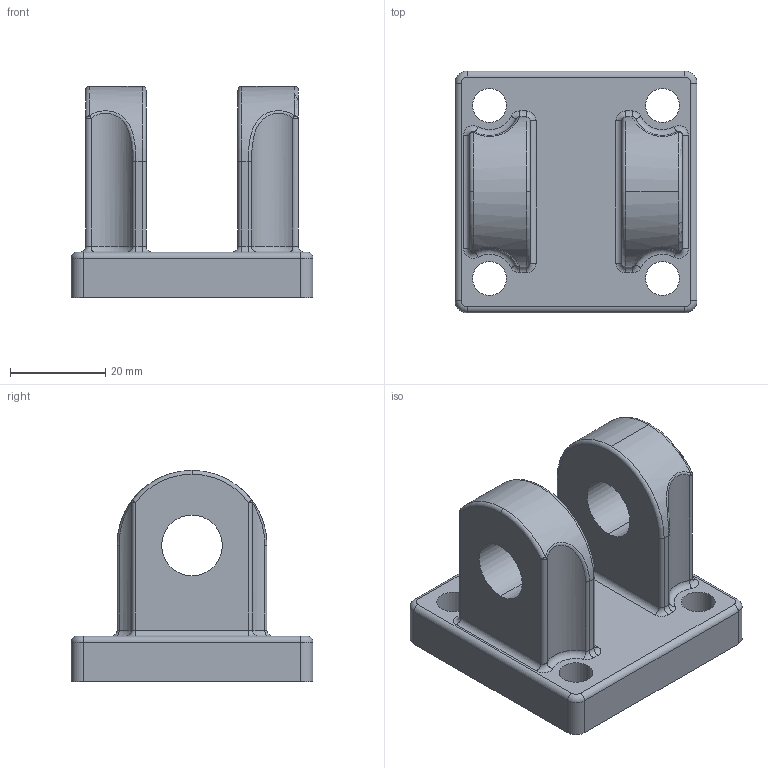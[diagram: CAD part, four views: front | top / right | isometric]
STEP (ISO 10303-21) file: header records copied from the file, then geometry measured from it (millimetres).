
FILE_DESCRIPTION (( 'STEP AP214' ), '1' );
FILE_NAME ('DPC-1.step', '2019-04-18T16:39:42', ( '' ), ( '' ), 'SwSTEP 2.0', 'SolidWorks 2018', '' );
FILE_SCHEMA (( 'AUTOMOTIVE_DESIGN' ));
Length unit declared in the file: inch
Products named in the file (1): DPC-1
Bounding box: 50.8 x 50.8 x 44.32 mm (x, y, z)
Volume: 41612.7 mm3; surface area: 13102.4 mm2
Topology: 1 solids, 1 shells, 95 faces, 229 edges, 134 vertices
Faces by surface type: cylinder 47, torus 26, plane 14, bspline 4, sphere 4
Entity records: 3447 total; most frequent: CARTESIAN_POINT 1147, DIRECTION 533, ORIENTED_EDGE 442, AXIS2_PLACEMENT_3D 228, EDGE_CURVE 221, CIRCLE 136, VERTEX_POINT 130, EDGE_LOOP 109
